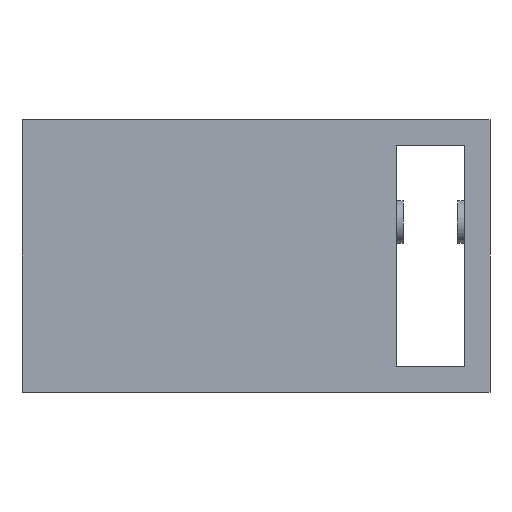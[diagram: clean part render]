
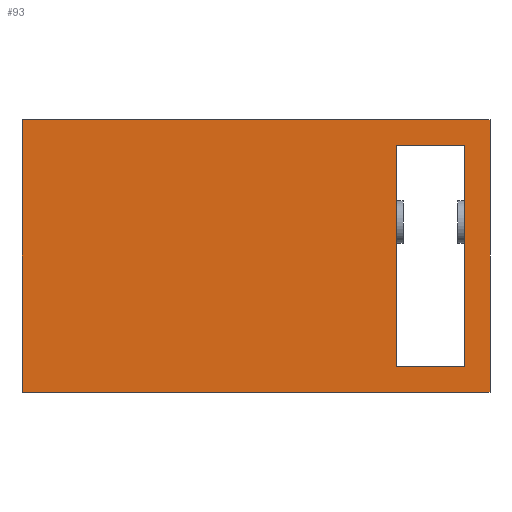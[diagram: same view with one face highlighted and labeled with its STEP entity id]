
A CAD part, front view. The second image highlights one B-rep face of the part: STEP entity #93.
In plain terms, the highlighted planar face has unit normal (0, -1, 0).
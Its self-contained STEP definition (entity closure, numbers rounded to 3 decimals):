
#93=ADVANCED_FACE('',(#480,#482),#484,.F.);
#480=FACE_BOUND('',#481,.T.);
#481=EDGE_LOOP('',(#782,#783,#784,#785));
#482=FACE_BOUND('',#483,.T.);
#483=EDGE_LOOP('',(#786,#787,#788,#789));
#484=PLANE('',#485);
#485=AXIS2_PLACEMENT_3D('',#486,#487,#488);
#486=CARTESIAN_POINT('',(0.,-2.,0.));
#487=DIRECTION('',(0.,1.,0.));
#488=DIRECTION('',(-1.,0.,0.));
#782=ORIENTED_EDGE('',*,*,#1018,.F.);
#783=ORIENTED_EDGE('',*,*,#1019,.F.);
#784=ORIENTED_EDGE('',*,*,#1020,.F.);
#785=ORIENTED_EDGE('',*,*,#1014,.F.);
#786=ORIENTED_EDGE('',*,*,#1010,.T.);
#787=ORIENTED_EDGE('',*,*,#1021,.F.);
#788=ORIENTED_EDGE('',*,*,#1022,.F.);
#789=ORIENTED_EDGE('',*,*,#1023,.T.);
#1010=EDGE_CURVE('',#1134,#1135,#1136,.F.);
#1014=EDGE_CURVE('',#1142,#1143,#1144,.T.);
#1018=EDGE_CURVE('',#1150,#1142,#1151,.T.);
#1019=EDGE_CURVE('',#1152,#1150,#1153,.T.);
#1020=EDGE_CURVE('',#1143,#1152,#1154,.T.);
#1021=EDGE_CURVE('',#1155,#1135,#1156,.T.);
#1022=EDGE_CURVE('',#1157,#1155,#1158,.T.);
#1023=EDGE_CURVE('',#1157,#1134,#1159,.T.);
#1134=VERTEX_POINT('',#1350);
#1135=VERTEX_POINT('',#1351);
#1136=LINE('',#1352,#1353);
#1142=VERTEX_POINT('',#1366);
#1143=VERTEX_POINT('',#1367);
#1144=LINE('',#1368,#1369);
#1150=VERTEX_POINT('',#1382);
#1151=LINE('',#1383,#1384);
#1152=VERTEX_POINT('',#1386);
#1153=LINE('',#1387,#1388);
#1154=LINE('',#1390,#1391);
#1155=VERTEX_POINT('',#1393);
#1156=LINE('',#1394,#1395);
#1157=VERTEX_POINT('',#1397);
#1158=LINE('',#1398,#1399);
#1159=LINE('',#1401,#1402);
#1350=CARTESIAN_POINT('',(12.,-2.,12.));
#1351=CARTESIAN_POINT('',(12.,-2.,-14.));
#1352=CARTESIAN_POINT('',(12.,-2.,-14.));
#1353=VECTOR('',#1354,1.);
#1354=DIRECTION('',(0.,0.,1.));
#1366=CARTESIAN_POINT('',(15.,-2.,15.));
#1367=CARTESIAN_POINT('',(15.,-2.,-17.));
#1368=CARTESIAN_POINT('',(15.,-2.,15.));
#1369=VECTOR('',#1370,1.);
#1370=DIRECTION('',(0.,0.,-1.));
#1382=CARTESIAN_POINT('',(-40.,-2.,15.));
#1383=CARTESIAN_POINT('',(-40.,-2.,15.));
#1384=VECTOR('',#1385,1.);
#1385=DIRECTION('',(1.,0.,0.));
#1386=CARTESIAN_POINT('',(-40.,-2.,-17.));
#1387=CARTESIAN_POINT('',(-40.,-2.,-17.));
#1388=VECTOR('',#1389,1.);
#1389=DIRECTION('',(0.,0.,1.));
#1390=CARTESIAN_POINT('',(15.,-2.,-17.));
#1391=VECTOR('',#1392,1.);
#1392=DIRECTION('',(-1.,0.,0.));
#1393=CARTESIAN_POINT('',(4.,-2.,-14.));
#1394=CARTESIAN_POINT('',(4.,-2.,-14.));
#1395=VECTOR('',#1396,1.);
#1396=DIRECTION('',(1.,0.,0.));
#1397=CARTESIAN_POINT('',(4.,-2.,12.));
#1398=CARTESIAN_POINT('',(4.,-2.,12.));
#1399=VECTOR('',#1400,1.);
#1400=DIRECTION('',(0.,0.,-1.));
#1401=CARTESIAN_POINT('',(4.,-2.,12.));
#1402=VECTOR('',#1403,1.);
#1403=DIRECTION('',(1.,0.,0.));
